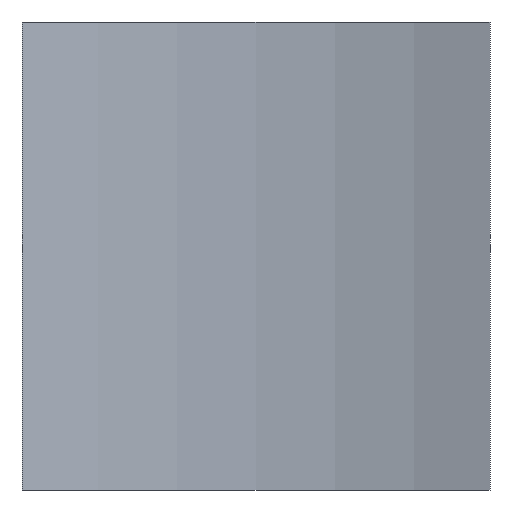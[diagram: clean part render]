
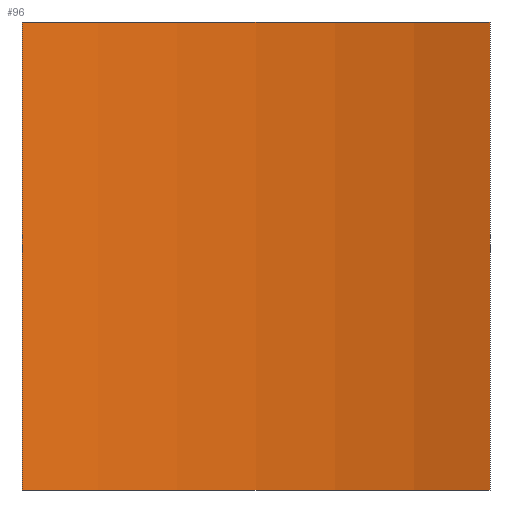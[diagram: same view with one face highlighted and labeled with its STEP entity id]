
A CAD part, left-side view. The second image highlights one B-rep face of the part: STEP entity #96.
In plain terms, the highlighted cylindrical face has radius 1.5 mm (diameter 3 mm), a partial arc.
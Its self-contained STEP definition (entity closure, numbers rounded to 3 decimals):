
#17=LINE('',#156,#27);
#18=LINE('',#160,#28);
#27=VECTOR('',#129,1000.);
#28=VECTOR('',#132,1000.);
#37=ORIENTED_EDGE('',*,*,#61,.F.);
#38=ORIENTED_EDGE('',*,*,#62,.F.);
#39=ORIENTED_EDGE('',*,*,#63,.T.);
#40=ORIENTED_EDGE('',*,*,#64,.T.);
#61=EDGE_CURVE('',#73,#74,#81,.T.);
#62=EDGE_CURVE('',#75,#73,#17,.T.);
#63=EDGE_CURVE('',#75,#76,#82,.T.);
#64=EDGE_CURVE('',#76,#74,#18,.T.);
#73=VERTEX_POINT('',#154);
#74=VERTEX_POINT('',#155);
#75=VERTEX_POINT('',#157);
#76=VERTEX_POINT('',#159);
#81=CIRCLE('',#116,1.5);
#82=CIRCLE('',#117,1.5);
#83=EDGE_LOOP('',(#37,#38,#39,#40));
#89=FACE_BOUND('',#83,.T.);
#95=CYLINDRICAL_SURFACE('',#115,1.5);
#96=ADVANCED_FACE('',(#89),#95,.F.);
#115=AXIS2_PLACEMENT_3D('',#152,#125,#126);
#116=AXIS2_PLACEMENT_3D('',#153,#127,#128);
#117=AXIS2_PLACEMENT_3D('',#158,#130,#131);
#125=DIRECTION('',(0.,0.,-1.));
#126=DIRECTION('',(-1.,0.,0.));
#127=DIRECTION('',(0.,0.,1.));
#128=DIRECTION('',(1.,0.,0.));
#129=DIRECTION('',(0.,0.,-1.));
#130=DIRECTION('',(0.,0.,1.));
#131=DIRECTION('',(1.,0.,0.));
#132=DIRECTION('',(0.,0.,-1.));
#152=CARTESIAN_POINT('',(0.,0.,11.304));
#153=CARTESIAN_POINT('',(0.,0.,10.304));
#154=CARTESIAN_POINT('',(1.414,-0.5,10.304));
#155=CARTESIAN_POINT('',(1.414,0.5,10.304));
#156=CARTESIAN_POINT('',(1.414,-0.5,11.304));
#157=CARTESIAN_POINT('',(1.414,-0.5,11.304));
#158=CARTESIAN_POINT('',(0.,0.,11.304));
#159=CARTESIAN_POINT('',(1.414,0.5,11.304));
#160=CARTESIAN_POINT('',(1.414,0.5,11.304));
